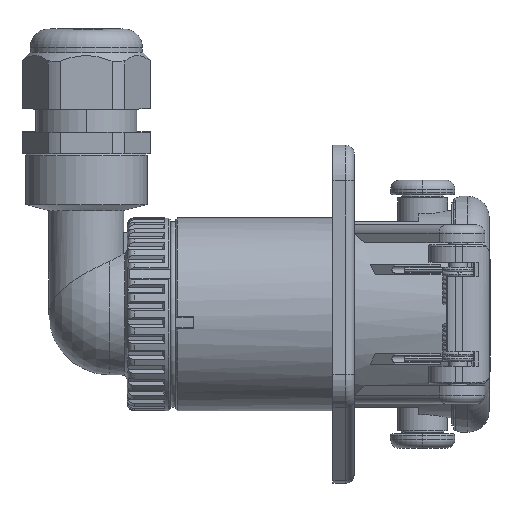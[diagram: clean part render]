
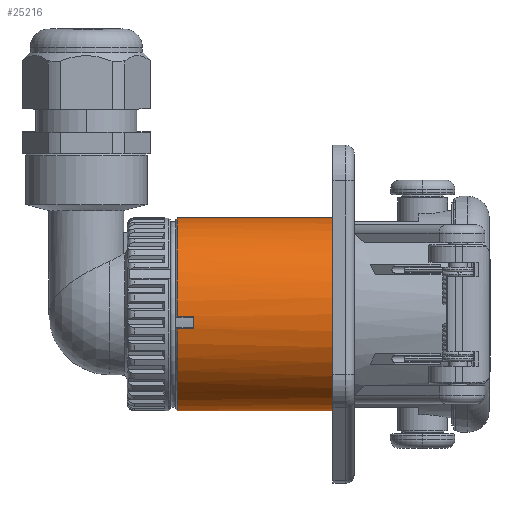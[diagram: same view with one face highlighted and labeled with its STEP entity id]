
A CAD part, front view. The second image highlights one B-rep face of the part: STEP entity #25216.
In plain terms, the highlighted cylindrical face has radius 27 mm (diameter 54 mm), a partial arc.
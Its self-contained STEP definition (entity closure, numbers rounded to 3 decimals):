
#3435=CARTESIAN_POINT('',(44.,0.,0.));
#3436=DIRECTION('',(1.,0.,0.));
#3437=DIRECTION('',(0.,0.,1.));
#3438=AXIS2_PLACEMENT_3D('',#3435,#3436,#3437);
#3637=DIRECTION('',(1.,0.,0.));
#3638=VECTOR('',#3637,43.5);
#3639=CARTESIAN_POINT('',(0.5,0.,27.));
#3640=LINE('',#3639,#3638);
#3641=DIRECTION('',(1.,0.,0.));
#3642=VECTOR('',#3641,43.5);
#3643=CARTESIAN_POINT('',(0.5,0.,-27.));
#3644=LINE('',#3643,#3642);
#3645=DIRECTION('',(-1.,0.,0.));
#3646=VECTOR('',#3645,4.5);
#3647=CARTESIAN_POINT('',(5.,-26.993,-0.605));
#3648=LINE('',#3647,#3646);
#3649=CARTESIAN_POINT('',(0.5,0.,0.));
#3650=DIRECTION('',(1.,0.,0.));
#3651=DIRECTION('',(0.,0.,1.));
#3652=AXIS2_PLACEMENT_3D('',#3649,#3650,#3651);
#3695=CARTESIAN_POINT('',(5.,0.,0.));
#3696=DIRECTION('',(-1.,0.,0.));
#3697=DIRECTION('',(0.,-0.988,-0.152));
#3698=AXIS2_PLACEMENT_3D('',#3695,#3696,#3697);
#3717=DIRECTION('',(-1.,0.,0.));
#3718=VECTOR('',#3717,4.5);
#3719=CARTESIAN_POINT('',(5.,-26.688,-4.092));
#3720=LINE('',#3719,#3718);
#3721=CARTESIAN_POINT('',(0.5,0.,0.));
#3722=DIRECTION('',(1.,0.,0.));
#3723=DIRECTION('',(0.,-0.988,-0.152));
#3724=AXIS2_PLACEMENT_3D('',#3721,#3722,#3723);
#17993=CARTESIAN_POINT('',(44.,0.,27.));
#17994=CARTESIAN_POINT('',(44.,0.,-27.));
#17995=VERTEX_POINT('',#17993);
#17996=VERTEX_POINT('',#17994);
#18667=CARTESIAN_POINT('',(5.,-26.688,-4.092));
#18668=CARTESIAN_POINT('',(5.,-26.993,-0.605));
#18669=VERTEX_POINT('',#18667);
#18670=VERTEX_POINT('',#18668);
#18703=CARTESIAN_POINT('',(0.5,0.,27.));
#18704=CARTESIAN_POINT('',(0.5,-26.993,-0.605));
#18705=VERTEX_POINT('',#18703);
#18706=VERTEX_POINT('',#18704);
#18715=CARTESIAN_POINT('',(0.5,-26.688,-4.092));
#18716=CARTESIAN_POINT('',(0.5,0.,-27.));
#18717=VERTEX_POINT('',#18715);
#18718=VERTEX_POINT('',#18716);
#25194=CARTESIAN_POINT('',(84.,0.,0.));
#25195=DIRECTION('',(-1.,0.,0.));
#25196=DIRECTION('',(0.,0.,-1.));
#25197=AXIS2_PLACEMENT_3D('',#25194,#25195,#25196);
#25198=CYLINDRICAL_SURFACE('',#25197,27.);
#25200=ORIENTED_EDGE('',*,*,#25199,.T.);
#25202=ORIENTED_EDGE('',*,*,#25201,.F.);
#25204=ORIENTED_EDGE('',*,*,#25203,.T.);
#25205=ORIENTED_EDGE('',*,*,#24967,.T.);
#25207=ORIENTED_EDGE('',*,*,#25206,.F.);
#25209=ORIENTED_EDGE('',*,*,#25208,.F.);
#25211=ORIENTED_EDGE('',*,*,#25210,.F.);
#25213=ORIENTED_EDGE('',*,*,#25212,.T.);
#25214=EDGE_LOOP('',(#25200,#25202,#25204,#25205,#25207,#25209,#25211,#25213));
#25215=FACE_OUTER_BOUND('',#25214,.F.);
#25216=ADVANCED_FACE('',(#25215),#25198,.T.);
#3439=CIRCLE('',#3438,27.);
#3653=CIRCLE('',#3652,27.);
#3699=CIRCLE('',#3698,27.);
#3725=CIRCLE('',#3724,27.);
#24967=EDGE_CURVE('',#17995,#17996,#3439,.T.);
#25199=EDGE_CURVE('',#18670,#18706,#3648,.T.);
#25201=EDGE_CURVE('',#18705,#18706,#3653,.T.);
#25203=EDGE_CURVE('',#18705,#17995,#3640,.T.);
#25206=EDGE_CURVE('',#18718,#17996,#3644,.T.);
#25208=EDGE_CURVE('',#18717,#18718,#3725,.T.);
#25210=EDGE_CURVE('',#18669,#18717,#3720,.T.);
#25212=EDGE_CURVE('',#18669,#18670,#3699,.T.);
